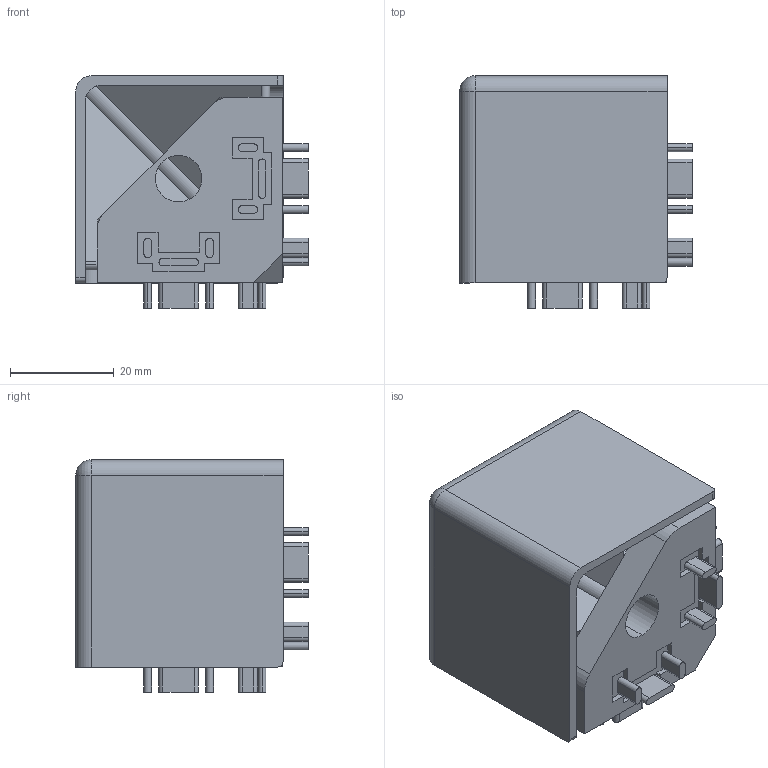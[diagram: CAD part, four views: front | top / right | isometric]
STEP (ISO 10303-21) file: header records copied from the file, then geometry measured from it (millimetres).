
FILE_DESCRIPTION (( 'STEP AP203' ), '1' );
FILE_NAME ('A370 3-õ ñòîðîííèé êóáè÷åñêèé ñîåäèíèòåëü 40õ40, ïàç 10.STEP', '2019-09-26T06:21:30', ( 'Ïîëüçîâàòåëü Windows' ), ( '' ), 'SwSTEP 2.0', 'SolidWorks 2019', '' );
FILE_SCHEMA (( 'CONFIG_CONTROL_DESIGN' ));
Length unit declared in the file: millimetre
Products named in the file (3): A370 3-õ ñòîðîííèé êóáè÷åñêèé ñîåäèíèòåëü 40õ40, ïàç 10; 扻豵鵨 A370_1_00; 青汶篪赅 A370_2_00
Assembly tree (2 placements, depth 2):
  A370 3-õ ñòîðîííèé êóáè÷åñêèé ñîåäèíèòåëü 40õ40, ïàç 10
    扻豵鵨 A370_1_00
    青汶篪赅 A370_2_00
Bounding box: 44.85 x 44.85 x 44.85 mm (x, y, z)
Volume: 25692.3 mm3; surface area: 20295.4 mm2
Topology: 20 solids, 20 shells, 298 faces, 751 edges, 499 vertices
Faces by surface type: plane 201, cylinder 96, sphere 1
Entity records: 9256 total; most frequent: CARTESIAN_POINT 1643, DIRECTION 1535, ORIENTED_EDGE 1500, EDGE_CURVE 750, VECTOR 537, LINE 537, AXIS2_PLACEMENT_3D 499, VERTEX_POINT 499
